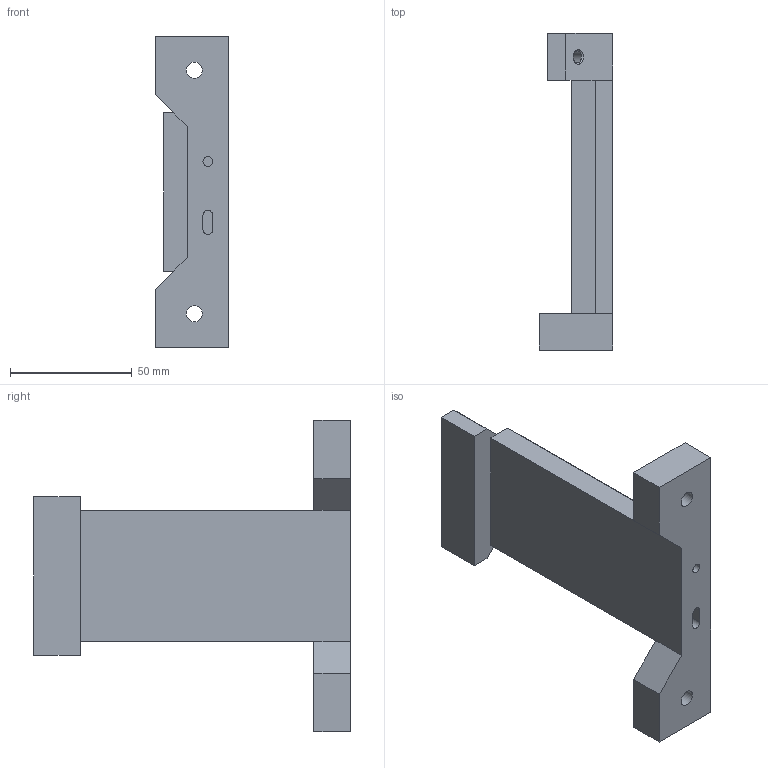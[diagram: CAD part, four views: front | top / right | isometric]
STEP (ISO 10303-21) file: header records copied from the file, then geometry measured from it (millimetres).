
FILE_DESCRIPTION(/* description */ ('Main Rail Carrier'),/* implementation_level */ '2;1');
FILE_NAME(/* name */ 'FAB-CAM006 - Main Rail Carrier - V2.stp',/* time_stamp */ '2020-02-10T12:01:33+00:00',/* author */ ('whgu0532'),/* organization */ (''),/* preprocessor_version */ 'ST-DEVELOPER v18',/* originating_system */ 'Autodesk Inventor 2020',/* authorisation */ '');
FILE_SCHEMA (('AUTOMOTIVE_DESIGN { 1 0 10303 214 3 1 1 }'));
Length unit declared in the file: millimetre
Products named in the file (1): FAB-CAM006
Bounding box: 30 x 130.08 x 128 mm (x, y, z)
Volume: 151276.4 mm3; surface area: 29288.9 mm2
Topology: 1 solids, 1 shells, 43 faces, 115 edges, 78 vertices
Faces by surface type: plane 30, cylinder 9, cone 4
Full cylindrical faces by diameter (mm): 4 x1, 4.917 x2, 6.6 x2, 11 x2
Entity records: 1392 total; most frequent: CARTESIAN_POINT 235, DIRECTION 233, ORIENTED_EDGE 226, EDGE_CURVE 113, LINE 81, VECTOR 81, VERTEX_POINT 78, AXIS2_PLACEMENT_3D 76
